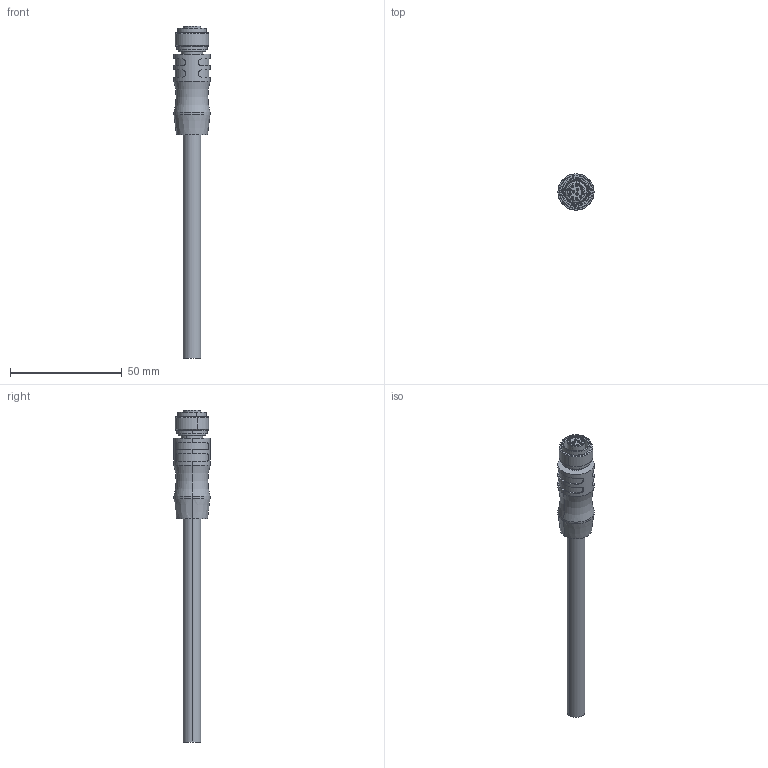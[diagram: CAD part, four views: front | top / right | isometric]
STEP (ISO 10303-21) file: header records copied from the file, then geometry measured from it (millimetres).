
FILE_DESCRIPTION((''),'2;1');
FILE_NAME('EK12-M-P00_ASM','2019-03-26T',('xin.jin'),(''),'PRO/ENGINEER BY PARAMETRIC TECHNOLOGY CORPORATION, 2012060','PRO/ENGINEER BY PARAMETRIC TECHNOLOGY CORPORATION, 2012060','');
FILE_SCHEMA(('AUTOMOTIVE_DESIGN { 1 0 10303 214 1 1 1 1 }'));
Length unit declared in the file: millimetre
Products named in the file (1): EK12-M-P00_ASM
Bounding box: 16.2 x 16.2 x 148.7 mm (x, y, z)
Volume: 12941.3 mm3; surface area: 7160.2 mm2
Topology: 1 solids, 1 shells, 509 faces, 1458 edges, 930 vertices
Faces by surface type: plane 236, cylinder 193, cone 34, bspline 32, torus 14
Entity records: 19271 total; most frequent: CARTESIAN_POINT 5659, DIRECTION 2892, ORIENTED_EDGE 2868, EDGE_CURVE 1434, AXIS2_PLACEMENT_3D 1099, VERTEX_POINT 930, VECTOR 694, LINE 694
